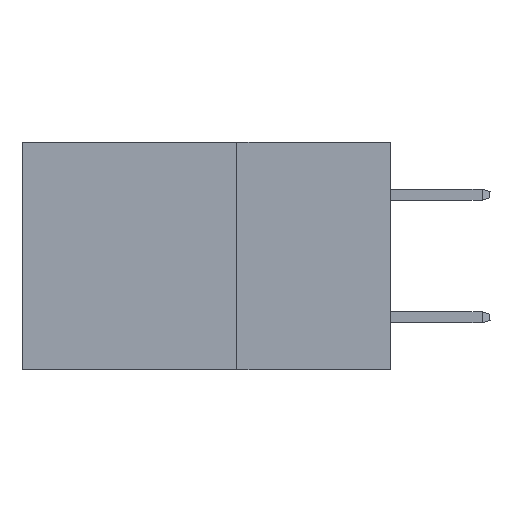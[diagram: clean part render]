
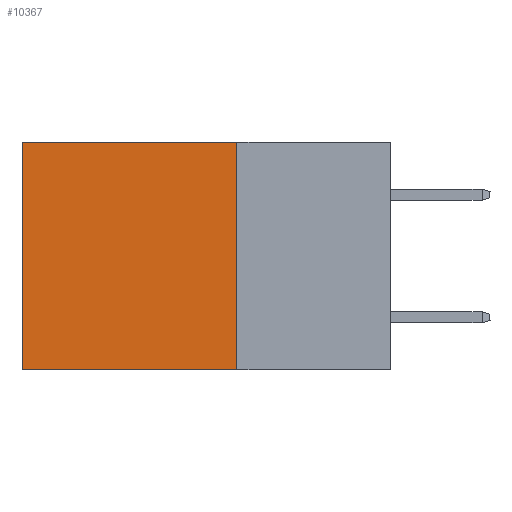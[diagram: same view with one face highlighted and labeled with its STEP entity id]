
A CAD part, left-side view. The second image highlights one B-rep face of the part: STEP entity #10367.
In plain terms, the highlighted planar face has unit normal (-1, 0, 0).
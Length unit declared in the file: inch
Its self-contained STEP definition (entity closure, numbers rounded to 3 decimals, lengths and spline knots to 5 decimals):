
#595 = CARTESIAN_POINT ( 'NONE',  ( 0.2875, 0.25, -0.37 ) ) ;
#1097 = AXIS2_PLACEMENT_3D ( 'NONE', #5873, #4039, #6776 ) ;
#2142 = VECTOR ( 'NONE', #6516, 39.37008 ) ;
#2614 = LINE ( 'NONE', #10507, #2142 ) ;
#2631 = EDGE_CURVE ( 'NONE', #11869, #3981, #2614, .T. ) ;
#2646 = EDGE_CURVE ( 'NONE', #3981, #3464, #9801, .T. ) ;
#3464 = VERTEX_POINT ( 'NONE', #12760 ) ;
#3793 = CARTESIAN_POINT ( 'NONE',  ( 0.2875, 0.6, 0. ) ) ;
#3834 = CARTESIAN_POINT ( 'NONE',  ( 0.2875, 0.6, 0. ) ) ;
#3981 = VERTEX_POINT ( 'NONE', #6834 ) ;
#4039 = DIRECTION ( 'NONE',  ( 1., 0., 0. ) ) ;
#4947 = EDGE_CURVE ( 'NONE', #11869, #11826, #5285, .T. ) ;
#5285 = LINE ( 'NONE', #10650, #8508 ) ;
#5605 = DIRECTION ( 'NONE',  ( 0., 1., 0. ) ) ;
#5873 = CARTESIAN_POINT ( 'NONE',  ( 0.2875, 0.25, 0. ) ) ;
#6022 = EDGE_CURVE ( 'NONE', #11826, #3464, #11279, .T. ) ;
#6516 = DIRECTION ( 'NONE',  ( 0., 0., -1. ) ) ;
#6776 = DIRECTION ( 'NONE',  ( 0., 0., -1. ) ) ;
#6834 = CARTESIAN_POINT ( 'NONE',  ( 0.2875, 0.25, -0.37 ) ) ;
#7429 = ORIENTED_EDGE ( 'NONE', *, *, #4947, .T. ) ;
#7883 = ORIENTED_EDGE ( 'NONE', *, *, #2631, .F. ) ;
#8508 = VECTOR ( 'NONE', #9704, 39.37008 ) ;
#8527 = ORIENTED_EDGE ( 'NONE', *, *, #6022, .T. ) ;
#9031 = ORIENTED_EDGE ( 'NONE', *, *, #2646, .F. ) ;
#9334 = VECTOR ( 'NONE', #5605, 39.37008 ) ;
#9704 = DIRECTION ( 'NONE',  ( 0., 1., 0. ) ) ;
#9801 = LINE ( 'NONE', #595, #9334 ) ;
#10001 = PLANE ( 'NONE',  #1097 ) ;
#10164 = CARTESIAN_POINT ( 'NONE',  ( 0.2875, 0.25, 0. ) ) ;
#10247 = FACE_OUTER_BOUND ( 'NONE', #12054, .T. ) ;
#10367 = ADVANCED_FACE ( 'NONE', ( #10247 ), #10001, .F. ) ;
#10504 = VECTOR ( 'NONE', #12738, 39.37008 ) ;
#10507 = CARTESIAN_POINT ( 'NONE',  ( 0.2875, 0.25, 0. ) ) ;
#10650 = CARTESIAN_POINT ( 'NONE',  ( 0.2875, 0.25, 0. ) ) ;
#11279 = LINE ( 'NONE', #3834, #10504 ) ;
#11826 = VERTEX_POINT ( 'NONE', #3793 ) ;
#11869 = VERTEX_POINT ( 'NONE', #10164 ) ;
#12054 = EDGE_LOOP ( 'NONE', ( #8527, #9031, #7883, #7429 ) ) ;
#12738 = DIRECTION ( 'NONE',  ( 0., 0., -1. ) ) ;
#12760 = CARTESIAN_POINT ( 'NONE',  ( 0.2875, 0.6, -0.37 ) ) ;
